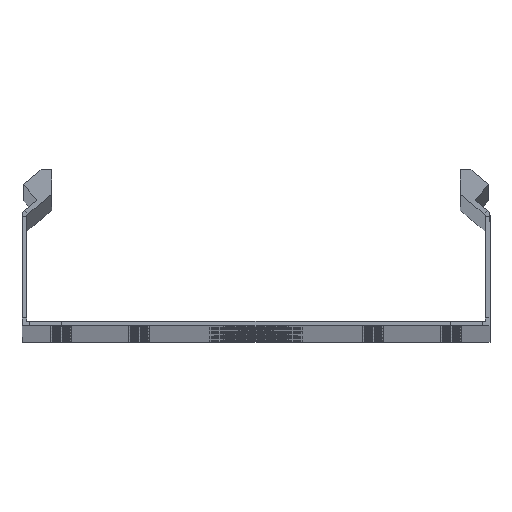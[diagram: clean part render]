
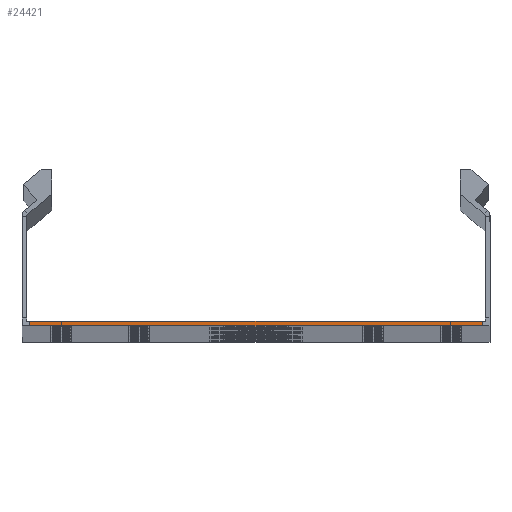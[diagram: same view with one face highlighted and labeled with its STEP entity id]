
A CAD part, top view. The second image highlights one B-rep face of the part: STEP entity #24421.
In plain terms, the highlighted planar face has unit normal (0, 0, 1).
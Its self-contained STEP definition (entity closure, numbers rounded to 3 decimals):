
#1408 = AXIS2_PLACEMENT_3D ( 'NONE', #29711, #34831, #35070 ) ;
#3739 = ORIENTED_EDGE ( 'NONE', *, *, #31787, .T. ) ;
#6971 = LINE ( 'NONE', #51214, #9414 ) ;
#7426 = FACE_OUTER_BOUND ( 'NONE', #42617, .T. ) ;
#8445 = LINE ( 'NONE', #27546, #44860 ) ;
#8487 = ORIENTED_EDGE ( 'NONE', *, *, #53659, .T. ) ;
#9414 = VECTOR ( 'NONE', #41096, 1000. ) ;
#9483 = CARTESIAN_POINT ( 'NONE',  ( 72.5, 1.5, 1500. ) ) ;
#10512 = VERTEX_POINT ( 'NONE', #9483 ) ;
#12871 = CARTESIAN_POINT ( 'NONE',  ( -75., 1.5, 1500. ) ) ;
#14197 = VECTOR ( 'NONE', #35187, 1000. ) ;
#19053 = LINE ( 'NONE', #12871, #42219 ) ;
#23509 = EDGE_CURVE ( 'NONE', #42356, #54294, #8445, .T. ) ;
#24421 = ADVANCED_FACE ( 'NONE', ( #7426 ), #35505, .T. ) ;
#24553 = CARTESIAN_POINT ( 'NONE',  ( -72.5, 1.5, 1500. ) ) ;
#27546 = CARTESIAN_POINT ( 'NONE',  ( -75., 0., 1500. ) ) ;
#29711 = CARTESIAN_POINT ( 'NONE',  ( 73.5, 2.5, 1500. ) ) ;
#31787 = EDGE_CURVE ( 'NONE', #48271, #54294, #43160, .T. ) ;
#32782 = EDGE_CURVE ( 'NONE', #10512, #48271, #19053, .T. ) ;
#34600 = DIRECTION ( 'NONE',  ( -1., 0., 0. ) ) ;
#34831 = DIRECTION ( 'NONE',  ( 0., 0., 1. ) ) ;
#35070 = DIRECTION ( 'NONE',  ( 1., 0., 0. ) ) ;
#35187 = DIRECTION ( 'NONE',  ( 0., -1., 0. ) ) ;
#35505 = PLANE ( 'NONE',  #1408 ) ;
#35901 = CARTESIAN_POINT ( 'NONE',  ( -72.5, 0., 1500. ) ) ;
#38045 = ORIENTED_EDGE ( 'NONE', *, *, #32782, .T. ) ;
#41096 = DIRECTION ( 'NONE',  ( 0., 1., 0. ) ) ;
#42219 = VECTOR ( 'NONE', #34600, 1000. ) ;
#42356 = VERTEX_POINT ( 'NONE', #59140 ) ;
#42617 = EDGE_LOOP ( 'NONE', ( #49324, #8487, #38045, #3739 ) ) ;
#43160 = LINE ( 'NONE', #24553, #14197 ) ;
#44860 = VECTOR ( 'NONE', #64255, 1000. ) ;
#48271 = VERTEX_POINT ( 'NONE', #62006 ) ;
#49324 = ORIENTED_EDGE ( 'NONE', *, *, #23509, .F. ) ;
#51214 = CARTESIAN_POINT ( 'NONE',  ( 72.5, 0., 1500. ) ) ;
#53659 = EDGE_CURVE ( 'NONE', #42356, #10512, #6971, .T. ) ;
#54294 = VERTEX_POINT ( 'NONE', #35901 ) ;
#59140 = CARTESIAN_POINT ( 'NONE',  ( 72.5, 0., 1500. ) ) ;
#62006 = CARTESIAN_POINT ( 'NONE',  ( -72.5, 1.5, 1500. ) ) ;
#64255 = DIRECTION ( 'NONE',  ( -1., 0., 0. ) ) ;
